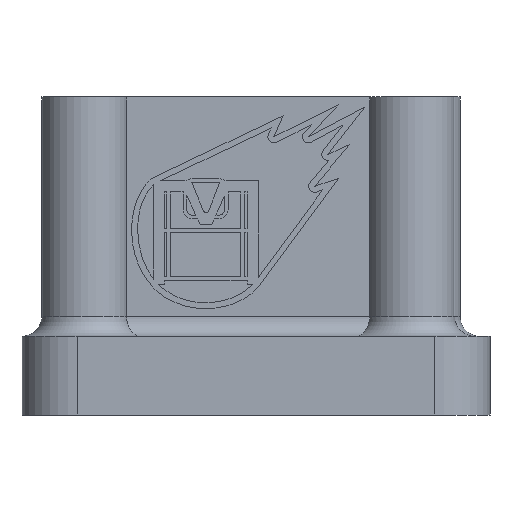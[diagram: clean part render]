
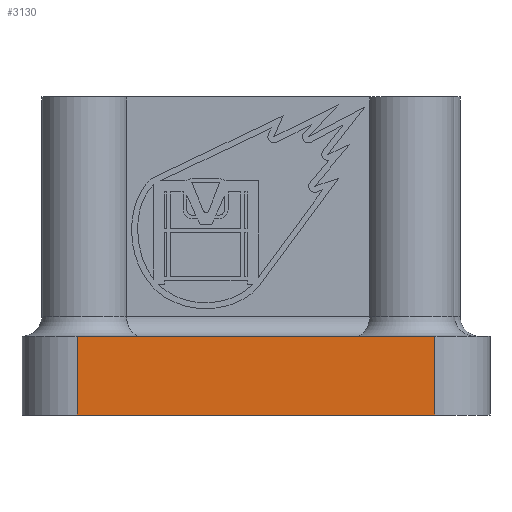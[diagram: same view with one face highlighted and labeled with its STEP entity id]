
A CAD part, front view. The second image highlights one B-rep face of the part: STEP entity #3130.
In plain terms, the highlighted planar face has unit normal (0, -1, 0).
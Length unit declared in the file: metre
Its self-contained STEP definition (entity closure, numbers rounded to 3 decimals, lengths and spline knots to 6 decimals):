
#80=PLANE('',#3356);
#223=LINE('',#4594,#539);
#224=LINE('',#4597,#540);
#225=LINE('',#4599,#541);
#226=LINE('',#4601,#542);
#539=VECTOR('',#3714,1.);
#540=VECTOR('',#3715,1.);
#541=VECTOR('',#3716,1.);
#542=VECTOR('',#3717,1.);
#889=ORIENTED_EDGE('',*,*,#1795,.T.);
#890=ORIENTED_EDGE('',*,*,#1796,.F.);
#891=ORIENTED_EDGE('',*,*,#1797,.F.);
#892=ORIENTED_EDGE('',*,*,#1798,.F.);
#1795=EDGE_CURVE('',#2249,#2250,#223,.T.);
#1796=EDGE_CURVE('',#2251,#2250,#224,.F.);
#1797=EDGE_CURVE('',#2252,#2251,#225,.T.);
#1798=EDGE_CURVE('',#2249,#2252,#226,.T.);
#2249=VERTEX_POINT('',#4595);
#2250=VERTEX_POINT('',#4596);
#2251=VERTEX_POINT('',#4598);
#2252=VERTEX_POINT('',#4600);
#2621=EDGE_LOOP('',(#889,#890,#891,#892));
#2858=FACE_BOUND('',#2621,.T.);
#3130=ADVANCED_FACE('',(#2858),#80,.F.);
#3356=AXIS2_PLACEMENT_3D('',#4593,#3712,#3713);
#3712=DIRECTION('',(0.,1.,0.));
#3713=DIRECTION('',(0.,0.,1.));
#3714=DIRECTION('',(-1.,0.,0.));
#3715=DIRECTION('',(0.,0.,-1.));
#3716=DIRECTION('',(-1.,0.,0.));
#3717=DIRECTION('',(0.,0.,-1.));
#4593=CARTESIAN_POINT('',(0.,-0.01,0.01));
#4594=CARTESIAN_POINT('',(0.,-0.01,0.01));
#4595=CARTESIAN_POINT('',(0.003,-0.01,0.01));
#4596=CARTESIAN_POINT('',(-0.042453,-0.01,0.01));
#4597=CARTESIAN_POINT('',(-0.042453,-0.01,0.01));
#4598=CARTESIAN_POINT('',(-0.042453,-0.01,0.));
#4599=CARTESIAN_POINT('',(0.,-0.01,0.));
#4600=CARTESIAN_POINT('',(0.003,-0.01,0.));
#4601=CARTESIAN_POINT('',(0.003,-0.01,0.));
